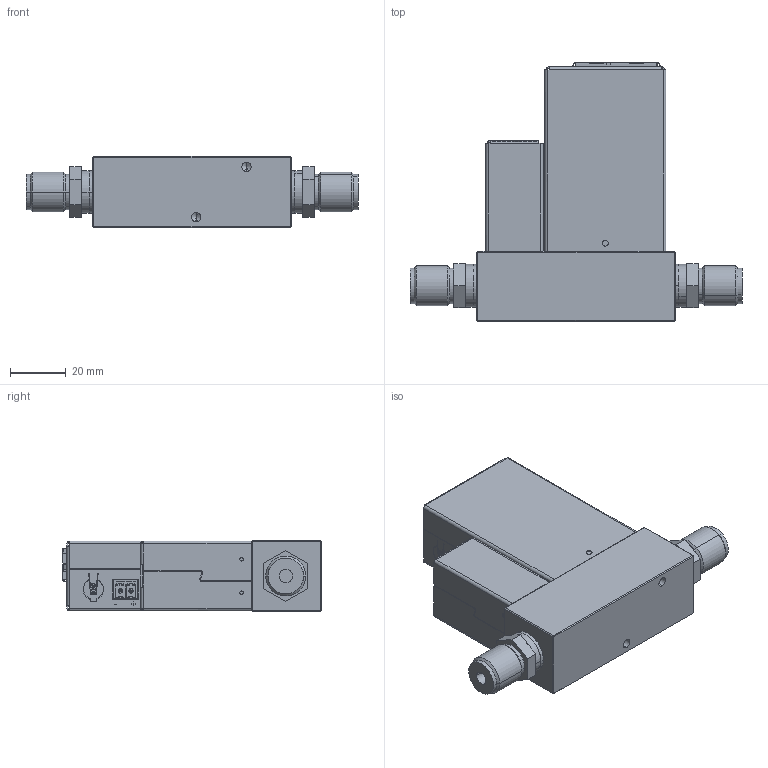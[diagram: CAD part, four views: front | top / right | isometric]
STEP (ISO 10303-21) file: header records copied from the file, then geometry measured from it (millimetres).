
FILE_DESCRIPTION (( 'STEP AP214' ), '1' );
FILE_NAME ('MF1-Controller-4VCR-PROFINET[MF1CgggrrrRFs0].STEP', '2013-02-06T23:36:41', ( '' ), ( '' ), 'SwSTEP 2.0', 'SolidWorks 2011', '' );
FILE_SCHEMA (( 'AUTOMOTIVE_DESIGN' ));
Length unit declared in the file: millimetre
Products named in the file (1): MF1-Controller-4VCR-PROFINET[MF1CgggrrrRFs0]
Bounding box: 118.73 x 92.48 x 25.4 mm (x, y, z)
Volume: 123790.4 mm3; surface area: 33081.9 mm2
Topology: 1 solids, 13 shells, 1910 faces, 5973 edges, 4209 vertices
Faces by surface type: plane 1481, cylinder 379, cone 34, bspline 16
Entity records: 93338 total; most frequent: CARTESIAN_POINT 18834, ORIENTED_EDGE 11906, DIRECTION 9988, EDGE_CURVE 5953, VECTOR 4614, LINE 4614, VERTEX_POINT 4209, AXIS2_PLACEMENT_3D 2687
